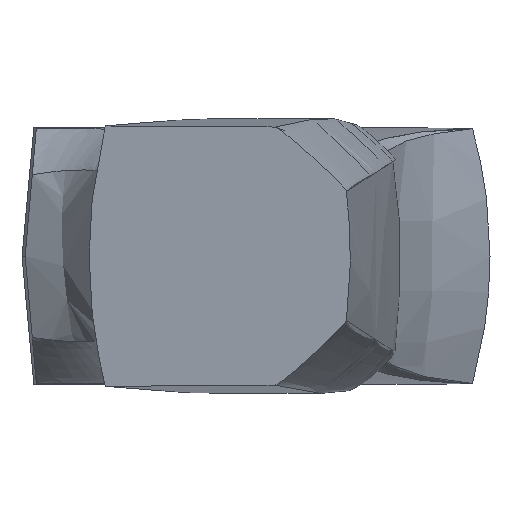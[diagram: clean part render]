
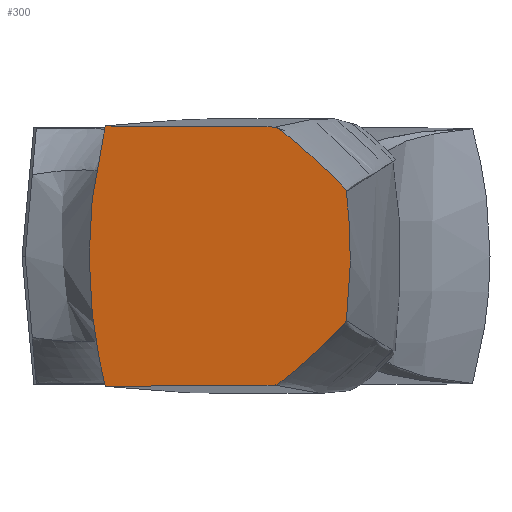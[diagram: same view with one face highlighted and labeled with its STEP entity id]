
A CAD part, front view. The second image highlights one B-rep face of the part: STEP entity #300.
In plain terms, the highlighted planar face has unit normal (-0.17, -0.985, 0).
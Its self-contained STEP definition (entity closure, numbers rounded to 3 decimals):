
#37=PLANE('',#325);
#54=FACE_OUTER_BOUND('',#73,.T.);
#73=EDGE_LOOP('',(#239,#240,#241,#242,#243,#244));
#84=B_SPLINE_CURVE_WITH_KNOTS('',3,(#1295,#1296,#1297,#1298,#1299,#1300,
#1301,#1302,#1303,#1304,#1305,#1306,#1307,#1308,#1309,#1310,#1311,#1312),
 .UNSPECIFIED.,.F.,.F.,(4,2,2,2,2,2,2,2,4),(0.,0.002,0.008,
0.05,0.265,0.353,0.377,
0.383,0.388),.UNSPECIFIED.);
#91=B_SPLINE_CURVE_WITH_KNOTS('',3,(#9653,#9654,#9655,#9656,#9657,#9658),
 .UNSPECIFIED.,.F.,.F.,(4,2,4),(-0.515,-0.373,0.),
 .UNSPECIFIED.);
#92=B_SPLINE_CURVE_WITH_KNOTS('',3,(#11955,#11956,#11957,#11958,#11959,
#11960),.UNSPECIFIED.,.F.,.F.,(4,2,4),(-0.538,-0.385,
-0.232),.UNSPECIFIED.);
#96=B_SPLINE_CURVE_WITH_KNOTS('',3,(#13009,#13010,#13011,#13012,#13013,
#13014,#13015,#13016,#13017,#13018,#13019,#13020,#13021,#13022,#13023,#13024,
#13025,#13026),.UNSPECIFIED.,.F.,.F.,(4,2,2,2,2,2,2,2,4),(0.,0.002,
0.008,0.051,0.274,0.364,
0.388,0.395,0.4),.UNSPECIFIED.);
#98=B_SPLINE_CURVE_WITH_KNOTS('',3,(#21219,#21220,#21221,#21222,#21223,
#21224),.UNSPECIFIED.,.F.,.F.,(4,2,4),(0.,0.373,
0.515),.UNSPECIFIED.);
#114=B_SPLINE_CURVE_WITH_KNOTS('',3,(#24300,#24301,#24302,#24303,#24304,
#24305),.UNSPECIFIED.,.F.,.F.,(4,2,4),(-0.727,-0.364,
0.),.UNSPECIFIED.);
#117=VERTEX_POINT('',#1293);
#118=VERTEX_POINT('',#1294);
#125=VERTEX_POINT('',#9526);
#126=VERTEX_POINT('',#11954);
#129=VERTEX_POINT('',#13008);
#130=VERTEX_POINT('',#21218);
#145=EDGE_CURVE('',#117,#118,#84,.T.);
#154=EDGE_CURVE('',#117,#125,#91,.T.);
#155=EDGE_CURVE('',#126,#118,#92,.T.);
#159=EDGE_CURVE('',#126,#129,#96,.T.);
#161=EDGE_CURVE('',#130,#129,#98,.T.);
#180=EDGE_CURVE('',#125,#130,#114,.T.);
#239=ORIENTED_EDGE('',*,*,#145,.F.);
#240=ORIENTED_EDGE('',*,*,#154,.T.);
#241=ORIENTED_EDGE('',*,*,#180,.T.);
#242=ORIENTED_EDGE('',*,*,#161,.T.);
#243=ORIENTED_EDGE('',*,*,#159,.F.);
#244=ORIENTED_EDGE('',*,*,#155,.T.);
#300=ADVANCED_FACE('',(#54),#37,.T.);
#325=AXIS2_PLACEMENT_3D('',#24299,#341,#342);
#341=DIRECTION('center_axis',(-0.17,-0.985,0.));
#342=DIRECTION('ref_axis',(0.985,-0.17,0.));
#1293=CARTESIAN_POINT('',(14.327,-126.907,7.042));
#1294=CARTESIAN_POINT('',(18.219,-127.578,3.521));
#1295=CARTESIAN_POINT('Ctrl Pts',(14.327,-126.907,7.042));
#1296=CARTESIAN_POINT('Ctrl Pts',(14.333,-126.908,7.042));
#1297=CARTESIAN_POINT('Ctrl Pts',(14.34,-126.909,7.04));
#1298=CARTESIAN_POINT('Ctrl Pts',(14.368,-126.914,7.032));
#1299=CARTESIAN_POINT('Ctrl Pts',(14.395,-126.918,7.019));
#1300=CARTESIAN_POINT('Ctrl Pts',(14.584,-126.951,6.914));
#1301=CARTESIAN_POINT('Ctrl Pts',(14.887,-127.003,6.676));
#1302=CARTESIAN_POINT('Ctrl Pts',(15.677,-127.14,6.046));
#1303=CARTESIAN_POINT('Ctrl Pts',(16.619,-127.302,5.207));
#1304=CARTESIAN_POINT('Ctrl Pts',(17.628,-127.476,4.222));
#1305=CARTESIAN_POINT('Ctrl Pts',(17.875,-127.519,3.967));
#1306=CARTESIAN_POINT('Ctrl Pts',(18.081,-127.554,3.729));
#1307=CARTESIAN_POINT('Ctrl Pts',(18.138,-127.564,3.661));
#1308=CARTESIAN_POINT('Ctrl Pts',(18.187,-127.573,3.589));
#1309=CARTESIAN_POINT('Ctrl Pts',(18.199,-127.575,3.57));
#1310=CARTESIAN_POINT('Ctrl Pts',(18.214,-127.577,3.541));
#1311=CARTESIAN_POINT('Ctrl Pts',(18.218,-127.578,3.53));
#1312=CARTESIAN_POINT('Ctrl Pts',(18.219,-127.578,3.521));
#9526=CARTESIAN_POINT('',(5.07,-125.309,7.099));
#9653=CARTESIAN_POINT('Ctrl Pts',(14.327,-126.907,7.042));
#9654=CARTESIAN_POINT('Ctrl Pts',(13.323,-126.733,7.048));
#9655=CARTESIAN_POINT('Ctrl Pts',(12.327,-126.561,7.054));
#9656=CARTESIAN_POINT('Ctrl Pts',(8.691,-125.934,7.077));
#9657=CARTESIAN_POINT('Ctrl Pts',(6.295,-125.52,7.092));
#9658=CARTESIAN_POINT('Ctrl Pts',(5.07,-125.309,7.099));
#11954=CARTESIAN_POINT('',(18.219,-127.578,-3.521));
#11955=CARTESIAN_POINT('Ctrl Pts',(18.219,-127.578,-3.521));
#11956=CARTESIAN_POINT('Ctrl Pts',(18.345,-127.6,-2.493));
#11957=CARTESIAN_POINT('Ctrl Pts',(18.434,-127.615,-1.311));
#11958=CARTESIAN_POINT('Ctrl Pts',(18.434,-127.615,1.311));
#11959=CARTESIAN_POINT('Ctrl Pts',(18.345,-127.6,2.493));
#11960=CARTESIAN_POINT('Ctrl Pts',(18.219,-127.578,3.521));
#13008=CARTESIAN_POINT('',(14.327,-126.907,-7.042));
#13009=CARTESIAN_POINT('Ctrl Pts',(18.219,-127.578,-3.521));
#13010=CARTESIAN_POINT('Ctrl Pts',(18.218,-127.578,-3.527));
#13011=CARTESIAN_POINT('Ctrl Pts',(18.216,-127.578,-3.534));
#13012=CARTESIAN_POINT('Ctrl Pts',(18.205,-127.576,-3.562));
#13013=CARTESIAN_POINT('Ctrl Pts',(18.188,-127.573,-3.588));
#13014=CARTESIAN_POINT('Ctrl Pts',(18.061,-127.551,-3.77));
#13015=CARTESIAN_POINT('Ctrl Pts',(17.784,-127.503,-4.057));
#13016=CARTESIAN_POINT('Ctrl Pts',(17.071,-127.38,-4.785));
#13017=CARTESIAN_POINT('Ctrl Pts',(16.144,-127.22,-5.636));
#13018=CARTESIAN_POINT('Ctrl Pts',(15.073,-127.035,-6.532));
#13019=CARTESIAN_POINT('Ctrl Pts',(14.798,-126.988,-6.749));
#13020=CARTESIAN_POINT('Ctrl Pts',(14.544,-126.944,-6.928));
#13021=CARTESIAN_POINT('Ctrl Pts',(14.471,-126.931,-6.977));
#13022=CARTESIAN_POINT('Ctrl Pts',(14.396,-126.918,-7.018));
#13023=CARTESIAN_POINT('Ctrl Pts',(14.377,-126.915,-7.027));
#13024=CARTESIAN_POINT('Ctrl Pts',(14.347,-126.91,-7.038));
#13025=CARTESIAN_POINT('Ctrl Pts',(14.336,-126.908,-7.042));
#13026=CARTESIAN_POINT('Ctrl Pts',(14.327,-126.907,-7.042));
#21218=CARTESIAN_POINT('',(5.07,-125.309,-7.099));
#21219=CARTESIAN_POINT('Ctrl Pts',(5.07,-125.309,-7.099));
#21220=CARTESIAN_POINT('Ctrl Pts',(6.295,-125.52,-7.092));
#21221=CARTESIAN_POINT('Ctrl Pts',(8.691,-125.934,-7.077));
#21222=CARTESIAN_POINT('Ctrl Pts',(12.327,-126.561,-7.054));
#21223=CARTESIAN_POINT('Ctrl Pts',(13.323,-126.733,-7.048));
#21224=CARTESIAN_POINT('Ctrl Pts',(14.327,-126.907,-7.042));
#24299=CARTESIAN_POINT('Origin',(4.189,-125.157,0.));
#24300=CARTESIAN_POINT('Ctrl Pts',(5.07,-125.309,7.099));
#24301=CARTESIAN_POINT('Ctrl Pts',(4.788,-125.26,5.942));
#24302=CARTESIAN_POINT('Ctrl Pts',(4.189,-125.157,3.412));
#24303=CARTESIAN_POINT('Ctrl Pts',(4.189,-125.157,-3.412));
#24304=CARTESIAN_POINT('Ctrl Pts',(4.783,-125.259,-5.923));
#24305=CARTESIAN_POINT('Ctrl Pts',(5.07,-125.309,-7.099));
